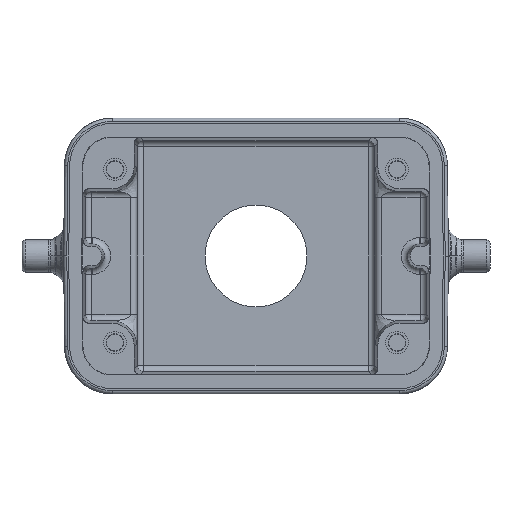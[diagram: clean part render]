
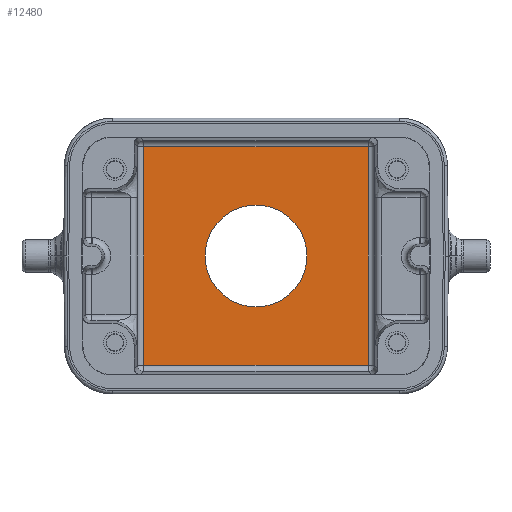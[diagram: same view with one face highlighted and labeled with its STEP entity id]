
A CAD part, front view. The second image highlights one B-rep face of the part: STEP entity #12480.
In plain terms, the highlighted planar face has unit normal (0, -1, 0).
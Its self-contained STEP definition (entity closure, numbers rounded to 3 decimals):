
#3704=CARTESIAN_POINT('',(0.,37.,0.));
#3705=DIRECTION('',(0.,1.,0.));
#3706=DIRECTION('',(1.,0.,0.));
#3707=AXIS2_PLACEMENT_3D('',#3704,#3705,#3706);
#3712=CARTESIAN_POINT('',(0.,37.,0.));
#3713=DIRECTION('',(0.,1.,0.));
#3714=DIRECTION('',(-1.,0.,0.));
#3715=AXIS2_PLACEMENT_3D('',#3712,#3713,#3714);
#3720=DIRECTION('',(-1.,0.,0.));
#3721=VECTOR('',#3720,35.064);
#3722=CARTESIAN_POINT('',(17.532,37.,-17.032));
#3723=LINE('',#3722,#3721);
#3727=DIRECTION('',(0.,0.,1.));
#3728=VECTOR('',#3727,34.064);
#3729=CARTESIAN_POINT('',(-17.532,37.,-17.032));
#3730=LINE('',#3729,#3728);
#3734=DIRECTION('',(1.,0.,0.));
#3735=VECTOR('',#3734,35.064);
#3736=CARTESIAN_POINT('',(-17.532,37.,17.032));
#3737=LINE('',#3736,#3735);
#3741=DIRECTION('',(0.,0.,-1.));
#3742=VECTOR('',#3741,34.064);
#3743=CARTESIAN_POINT('',(17.532,37.,17.032));
#3744=LINE('',#3743,#3742);
#7876=CARTESIAN_POINT('',(17.532,37.,-17.032));
#7877=CARTESIAN_POINT('',(-17.532,37.,-17.032));
#7878=VERTEX_POINT('',#7876);
#7879=VERTEX_POINT('',#7877);
#7880=CARTESIAN_POINT('',(-17.532,37.,17.032));
#7881=VERTEX_POINT('',#7880);
#7882=CARTESIAN_POINT('',(17.532,37.,17.032));
#7883=VERTEX_POINT('',#7882);
#8292=CARTESIAN_POINT('',(7.95,37.,0.));
#8293=CARTESIAN_POINT('',(-7.95,37.,0.));
#8294=VERTEX_POINT('',#8292);
#8295=VERTEX_POINT('',#8293);
#12461=CARTESIAN_POINT('',(0.,37.,0.));
#12462=DIRECTION('',(0.,-1.,0.));
#12463=DIRECTION('',(1.,0.,0.));
#12464=AXIS2_PLACEMENT_3D('',#12461,#12462,#12463);
#12465=PLANE('',#12464);
#12467=ORIENTED_EDGE('',*,*,#12466,.T.);
#12469=ORIENTED_EDGE('',*,*,#12468,.T.);
#12471=ORIENTED_EDGE('',*,*,#12470,.T.);
#12473=ORIENTED_EDGE('',*,*,#12472,.T.);
#12474=EDGE_LOOP('',(#12467,#12469,#12471,#12473));
#12475=FACE_OUTER_BOUND('',#12474,.F.);
#12476=ORIENTED_EDGE('',*,*,#12441,.F.);
#12477=ORIENTED_EDGE('',*,*,#12455,.F.);
#12478=EDGE_LOOP('',(#12476,#12477));
#12479=FACE_BOUND('',#12478,.F.);
#3708=CIRCLE('',#3707,7.95);
#3716=CIRCLE('',#3715,7.95);
#12441=EDGE_CURVE('',#8294,#8295,#3708,.T.);
#12455=EDGE_CURVE('',#8295,#8294,#3716,.T.);
#12466=EDGE_CURVE('',#7878,#7879,#3723,.T.);
#12468=EDGE_CURVE('',#7879,#7881,#3730,.T.);
#12470=EDGE_CURVE('',#7881,#7883,#3737,.T.);
#12472=EDGE_CURVE('',#7883,#7878,#3744,.T.);
#12480=ADVANCED_FACE('',(#12475,#12479),#12465,.T.);
